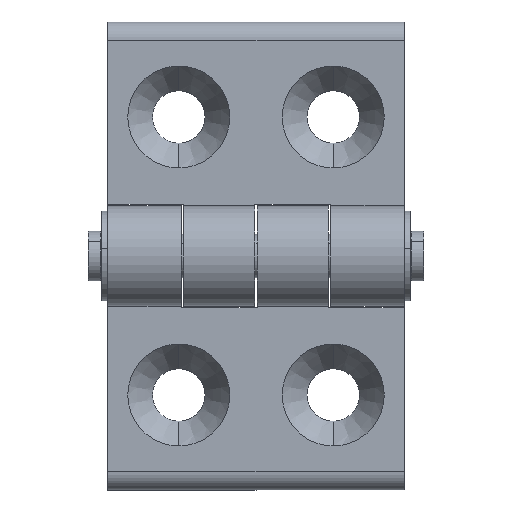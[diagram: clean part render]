
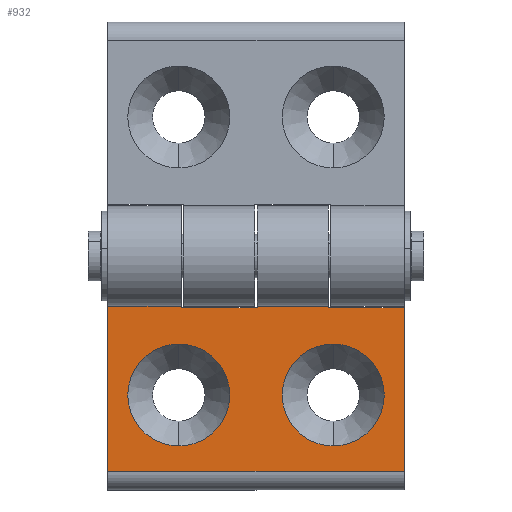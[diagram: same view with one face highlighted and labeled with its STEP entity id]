
A CAD part, front view. The second image highlights one B-rep face of the part: STEP entity #932.
In plain terms, the highlighted face is planar.
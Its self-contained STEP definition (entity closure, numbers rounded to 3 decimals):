
#5 = CARTESIAN_POINT ( 'NONE',  ( -11.625, -12.1, 3.1 ) ) ;
#36 = DIRECTION ( 'NONE',  ( 0., 0., 1. ) ) ;
#39 = CARTESIAN_POINT ( 'NONE',  ( -11.625, 0., 3.1 ) ) ;
#40 = VERTEX_POINT ( 'NONE', #1339 ) ;
#43 = CARTESIAN_POINT ( 'NONE',  ( -5.75, -12.5, 3.1 ) ) ;
#51 = EDGE_CURVE ( 'NONE', #904, #1457, #957, .T. ) ;
#71 = EDGE_CURVE ( 'NONE', #463, #712, #667, .T. ) ;
#73 = DIRECTION ( 'NONE',  ( 1., 0., 0. ) ) ;
#80 = ORIENTED_EDGE ( 'NONE', *, *, #1138, .F. ) ;
#93 = VERTEX_POINT ( 'NONE', #5 ) ;
#94 = ORIENTED_EDGE ( 'NONE', *, *, #935, .T. ) ;
#117 = CARTESIAN_POINT ( 'NONE',  ( -12.125, 11.7, 3.1 ) ) ;
#134 = ORIENTED_EDGE ( 'NONE', *, *, #1410, .T. ) ;
#148 = CARTESIAN_POINT ( 'NONE',  ( 2.5, -12.5, 3.1 ) ) ;
#149 = DIRECTION ( 'NONE',  ( 0., -1., 0. ) ) ;
#162 = ORIENTED_EDGE ( 'NONE', *, *, #1085, .T. ) ;
#165 = CARTESIAN_POINT ( 'NONE',  ( 10.75, 12.5, 3.1 ) ) ;
#168 = DIRECTION ( 'NONE',  ( 1., 0., 0. ) ) ;
#190 = DIRECTION ( 'NONE',  ( 1., 0., 0. ) ) ;
#202 = LINE ( 'NONE', #1632, #1078 ) ;
#212 = VERTEX_POINT ( 'NONE', #485 ) ;
#215 = DIRECTION ( 'NONE',  ( 0., 1., 0. ) ) ;
#216 = ORIENTED_EDGE ( 'NONE', *, *, #511, .F. ) ;
#242 = VECTOR ( 'NONE', #215, 1000. ) ;
#252 = VERTEX_POINT ( 'NONE', #1132 ) ;
#267 = DIRECTION ( 'NONE',  ( 1., 0., 0. ) ) ;
#271 = VECTOR ( 'NONE', #754, 1000. ) ;
#282 = VERTEX_POINT ( 'NONE', #117 ) ;
#319 = CIRCLE ( 'NONE', #532, 8.25 ) ;
#333 = CARTESIAN_POINT ( 'NONE',  ( 2.5, -12.5, 3.1 ) ) ;
#347 = EDGE_LOOP ( 'NONE', ( #816, #94 ) ) ;
#378 = LINE ( 'NONE', #956, #1642 ) ;
#388 = CARTESIAN_POINT ( 'NONE',  ( -12.125, -24., 3.1 ) ) ;
#398 = EDGE_LOOP ( 'NONE', ( #162, #923, #134, #1695, #216, #406, #1129, #755, #80, #1643 ) ) ;
#406 = ORIENTED_EDGE ( 'NONE', *, *, #1589, .T. ) ;
#421 = DIRECTION ( 'NONE',  ( 0., -1., 0. ) ) ;
#427 = EDGE_CURVE ( 'NONE', #712, #463, #1081, .T. ) ;
#431 = CARTESIAN_POINT ( 'NONE',  ( 2.5, 12.5, 3.1 ) ) ;
#449 = CARTESIAN_POINT ( 'NONE',  ( 0., 11.7, 3.1 ) ) ;
#463 = VERTEX_POINT ( 'NONE', #165 ) ;
#470 = VECTOR ( 'NONE', #1111, 1000. ) ;
#485 = CARTESIAN_POINT ( 'NONE',  ( -12.125, 0.2, 3.1 ) ) ;
#488 = AXIS2_PLACEMENT_3D ( 'NONE', #431, #1740, #267 ) ;
#511 = EDGE_CURVE ( 'NONE', #282, #252, #1738, .T. ) ;
#517 = CARTESIAN_POINT ( 'NONE',  ( 14.875, 24., 3.1 ) ) ;
#530 = CARTESIAN_POINT ( 'NONE',  ( -12.125, 24., 3.1 ) ) ;
#532 = AXIS2_PLACEMENT_3D ( 'NONE', #333, #773, #168 ) ;
#534 = VERTEX_POINT ( 'NONE', #759 ) ;
#543 = VERTEX_POINT ( 'NONE', #43 ) ;
#569 = EDGE_CURVE ( 'NONE', #534, #93, #1211, .T. ) ;
#583 = DIRECTION ( 'NONE',  ( 0., 0., -1. ) ) ;
#588 = VECTOR ( 'NONE', #149, 1000. ) ;
#598 = CARTESIAN_POINT ( 'NONE',  ( -12.125, -12.1, 3.1 ) ) ;
#606 = LINE ( 'NONE', #1334, #1489 ) ;
#626 = DIRECTION ( 'NONE',  ( 0., 0., 1. ) ) ;
#629 = CARTESIAN_POINT ( 'NONE',  ( 10.75, -12.5, 3.1 ) ) ;
#657 = LINE ( 'NONE', #1808, #1017 ) ;
#667 = CIRCLE ( 'NONE', #488, 8.25 ) ;
#712 = VERTEX_POINT ( 'NONE', #1811 ) ;
#743 = AXIS2_PLACEMENT_3D ( 'NONE', #148, #583, #1750 ) ;
#754 = DIRECTION ( 'NONE',  ( 0., -1., 0. ) ) ;
#755 = ORIENTED_EDGE ( 'NONE', *, *, #569, .T. ) ;
#758 = VECTOR ( 'NONE', #421, 1000. ) ;
#759 = CARTESIAN_POINT ( 'NONE',  ( -11.625, 0.2, 3.1 ) ) ;
#773 = DIRECTION ( 'NONE',  ( 0., 0., -1. ) ) ;
#785 = DIRECTION ( 'NONE',  ( -1., 0., 0. ) ) ;
#816 = ORIENTED_EDGE ( 'NONE', *, *, #1703, .T. ) ;
#900 = FACE_OUTER_BOUND ( 'NONE', #398, .T. ) ;
#904 = VERTEX_POINT ( 'NONE', #598 ) ;
#923 = ORIENTED_EDGE ( 'NONE', *, *, #1824, .T. ) ;
#932 = ADVANCED_FACE ( 'NONE', ( #1044, #1783, #900 ), #1608, .T. ) ;
#935 = EDGE_CURVE ( 'NONE', #543, #994, #319, .T. ) ;
#937 = LINE ( 'NONE', #517, #242 ) ;
#956 = CARTESIAN_POINT ( 'NONE',  ( 0., -12.1, 3.1 ) ) ;
#957 = LINE ( 'NONE', #1449, #758 ) ;
#958 = VECTOR ( 'NONE', #1593, 1000. ) ;
#988 = VERTEX_POINT ( 'NONE', #1751 ) ;
#994 = VERTEX_POINT ( 'NONE', #629 ) ;
#1017 = VECTOR ( 'NONE', #1231, 1000. ) ;
#1029 = CARTESIAN_POINT ( 'NONE',  ( -11.625, 24., 3.1 ) ) ;
#1033 = CARTESIAN_POINT ( 'NONE',  ( 0., 0., 3.1 ) ) ;
#1044 = FACE_BOUND ( 'NONE', #347, .T. ) ;
#1078 = VECTOR ( 'NONE', #785, 1000. ) ;
#1081 = CIRCLE ( 'NONE', #1455, 8.25 ) ;
#1085 = EDGE_CURVE ( 'NONE', #1457, #40, #657, .T. ) ;
#1111 = DIRECTION ( 'NONE',  ( 0., -1., 0. ) ) ;
#1129 = ORIENTED_EDGE ( 'NONE', *, *, #1160, .T. ) ;
#1132 = CARTESIAN_POINT ( 'NONE',  ( -11.625, 11.7, 3.1 ) ) ;
#1138 = EDGE_CURVE ( 'NONE', #904, #93, #378, .T. ) ;
#1160 = EDGE_CURVE ( 'NONE', #212, #534, #606, .T. ) ;
#1182 = EDGE_LOOP ( 'NONE', ( #1402, #1734 ) ) ;
#1211 = LINE ( 'NONE', #39, #271 ) ;
#1231 = DIRECTION ( 'NONE',  ( 1., 0., 0. ) ) ;
#1234 = VERTEX_POINT ( 'NONE', #1029 ) ;
#1260 = EDGE_CURVE ( 'NONE', #1234, #252, #1598, .T. ) ;
#1289 = LINE ( 'NONE', #530, #470 ) ;
#1334 = CARTESIAN_POINT ( 'NONE',  ( 0., 0.2, 3.1 ) ) ;
#1339 = CARTESIAN_POINT ( 'NONE',  ( 14.875, -24., 3.1 ) ) ;
#1345 = DIRECTION ( 'NONE',  ( 1., 0., 0. ) ) ;
#1377 = CIRCLE ( 'NONE', #743, 8.25 ) ;
#1402 = ORIENTED_EDGE ( 'NONE', *, *, #71, .F. ) ;
#1410 = EDGE_CURVE ( 'NONE', #988, #1234, #202, .T. ) ;
#1449 = CARTESIAN_POINT ( 'NONE',  ( -12.125, 24., 3.1 ) ) ;
#1455 = AXIS2_PLACEMENT_3D ( 'NONE', #1604, #626, #1345 ) ;
#1457 = VERTEX_POINT ( 'NONE', #388 ) ;
#1489 = VECTOR ( 'NONE', #1718, 1000. ) ;
#1585 = CARTESIAN_POINT ( 'NONE',  ( -11.625, 0., 3.1 ) ) ;
#1589 = EDGE_CURVE ( 'NONE', #282, #212, #1289, .T. ) ;
#1593 = DIRECTION ( 'NONE',  ( 1., 0., 0. ) ) ;
#1598 = LINE ( 'NONE', #1585, #588 ) ;
#1604 = CARTESIAN_POINT ( 'NONE',  ( 2.5, 12.5, 3.1 ) ) ;
#1608 = PLANE ( 'NONE',  #1698 ) ;
#1632 = CARTESIAN_POINT ( 'NONE',  ( -12.125, 24., 3.1 ) ) ;
#1642 = VECTOR ( 'NONE', #73, 1000. ) ;
#1643 = ORIENTED_EDGE ( 'NONE', *, *, #51, .T. ) ;
#1695 = ORIENTED_EDGE ( 'NONE', *, *, #1260, .T. ) ;
#1698 = AXIS2_PLACEMENT_3D ( 'NONE', #1033, #36, #190 ) ;
#1703 = EDGE_CURVE ( 'NONE', #994, #543, #1377, .T. ) ;
#1718 = DIRECTION ( 'NONE',  ( 1., 0., 0. ) ) ;
#1734 = ORIENTED_EDGE ( 'NONE', *, *, #427, .F. ) ;
#1738 = LINE ( 'NONE', #449, #958 ) ;
#1740 = DIRECTION ( 'NONE',  ( 0., 0., 1. ) ) ;
#1750 = DIRECTION ( 'NONE',  ( 1., 0., 0. ) ) ;
#1751 = CARTESIAN_POINT ( 'NONE',  ( 14.875, 24., 3.1 ) ) ;
#1783 = FACE_BOUND ( 'NONE', #1182, .T. ) ;
#1808 = CARTESIAN_POINT ( 'NONE',  ( -12.125, -24., 3.1 ) ) ;
#1811 = CARTESIAN_POINT ( 'NONE',  ( -5.75, 12.5, 3.1 ) ) ;
#1824 = EDGE_CURVE ( 'NONE', #40, #988, #937, .T. ) ;
